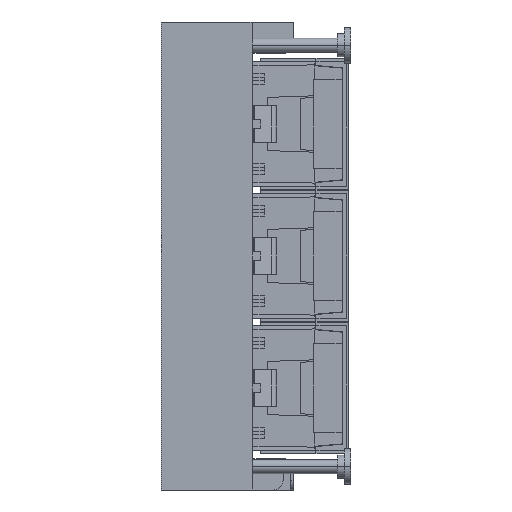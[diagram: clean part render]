
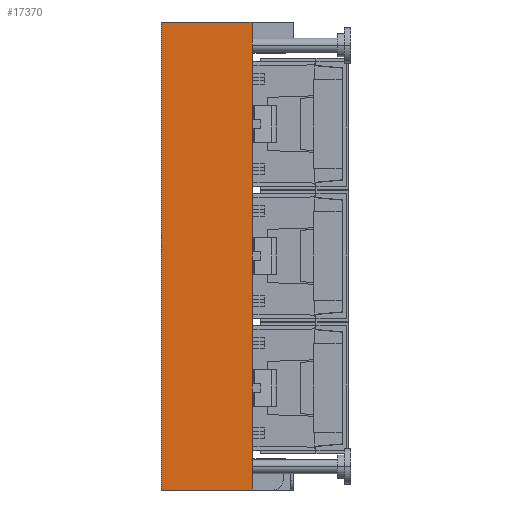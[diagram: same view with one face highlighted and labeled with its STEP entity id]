
A CAD part, left-side view. The second image highlights one B-rep face of the part: STEP entity #17370.
In plain terms, the highlighted planar face has unit normal (-1, 0, 0).
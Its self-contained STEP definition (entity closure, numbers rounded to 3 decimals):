
#10671=CARTESIAN_POINT('Vertex',(-90.45,51.2,132.05)) ;
#10674=CARTESIAN_POINT('Line Origine',(-90.45,25.6,132.05)) ;
#10678=CARTESIAN_POINT('Vertex',(-90.45,0.,132.05)) ;
#12725=CARTESIAN_POINT('Vertex',(-90.45,0.,-132.05)) ;
#12728=CARTESIAN_POINT('Line Origine',(-90.45,25.6,-132.05)) ;
#12732=CARTESIAN_POINT('Vertex',(-90.45,51.2,-132.05)) ;
#17336=CARTESIAN_POINT('Line Origine',(-90.45,51.2,0.)) ;
#17354=CARTESIAN_POINT('Axis2P3D Location',(-90.45,0.,132.05)) ;
#17359=CARTESIAN_POINT('Line Origine',(-90.45,0.,0.)) ;
#10676=VECTOR('Line Direction',#10675,1.) ;
#12730=VECTOR('Line Direction',#12729,1.) ;
#17338=VECTOR('Line Direction',#17337,1.) ;
#17361=VECTOR('Line Direction',#17360,1.) ;
#10675=DIRECTION('Vector Direction',(0.,1.,0.)) ;
#12729=DIRECTION('Vector Direction',(0.,1.,0.)) ;
#17337=DIRECTION('Vector Direction',(0.,0.,-1.)) ;
#17355=DIRECTION('Axis2P3D Direction',(1.,-0.,0.)) ;
#17356=DIRECTION('Axis2P3D XDirection',(0.,0.,-1.)) ;
#17360=DIRECTION('Vector Direction',(0.,0.,-1.)) ;
#17357=AXIS2_PLACEMENT_3D('Plane Axis2P3D',#17354,#17355,#17356) ;
#10677=LINE('Line',#10674,#10676) ;
#12731=LINE('Line',#12728,#12730) ;
#17339=LINE('Line',#17336,#17338) ;
#17362=LINE('Line',#17359,#17361) ;
#17358=PLANE('',#17357) ;
#10680=EDGE_CURVE('',#10679,#10672,#10677,.T.) ;
#12734=EDGE_CURVE('',#12726,#12733,#12731,.T.) ;
#17340=EDGE_CURVE('',#12733,#10672,#17339,.F.) ;
#17363=EDGE_CURVE('',#12726,#10679,#17362,.F.) ;
#17365=ORIENTED_EDGE('',*,*,#12734,.F.) ;
#17366=ORIENTED_EDGE('',*,*,#17363,.T.) ;
#17367=ORIENTED_EDGE('',*,*,#10680,.T.) ;
#17368=ORIENTED_EDGE('',*,*,#17340,.F.) ;
#17364=EDGE_LOOP('',(#17365,#17366,#17367,#17368)) ;
#10672=VERTEX_POINT('',#10671) ;
#10679=VERTEX_POINT('',#10678) ;
#12726=VERTEX_POINT('',#12725) ;
#12733=VERTEX_POINT('',#12732) ;
#17370=ADVANCED_FACE('Corps principal',(#17369),#17358,.F.) ;
#17369=FACE_OUTER_BOUND('',#17364,.T.) ;
